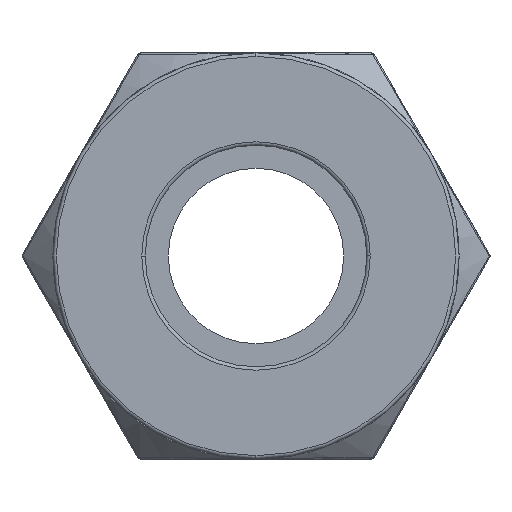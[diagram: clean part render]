
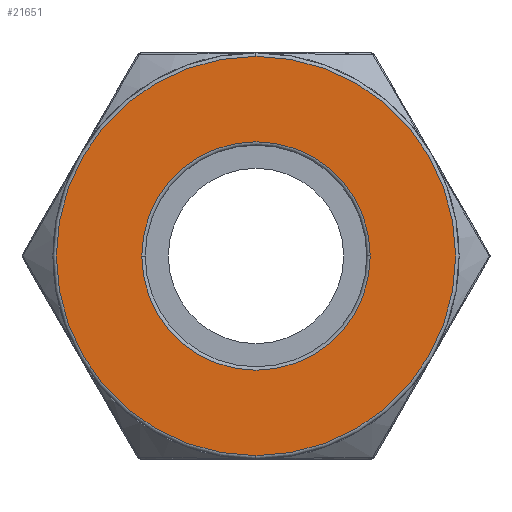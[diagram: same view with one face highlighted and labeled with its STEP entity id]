
A CAD part, left-side view. The second image highlights one B-rep face of the part: STEP entity #21651.
In plain terms, the highlighted face is planar.
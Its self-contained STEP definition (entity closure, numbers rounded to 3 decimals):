
#18581=CARTESIAN_POINT('',(0.,0.,0.));
#18582=DIRECTION('',(-1.,0.,0.));
#18583=DIRECTION('',(0.,1.,0.));
#18584=AXIS2_PLACEMENT_3D('',#18581,#18582,#18583);
#18586=CARTESIAN_POINT('',(0.,0.,0.));
#18587=DIRECTION('',(-1.,0.,0.));
#18588=DIRECTION('',(0.,-1.,0.));
#18589=AXIS2_PLACEMENT_3D('',#18586,#18587,#18588);
#18591=CARTESIAN_POINT('',(0.,0.,0.));
#18592=DIRECTION('',(1.,0.,0.));
#18593=DIRECTION('',(0.,0.,1.));
#18594=AXIS2_PLACEMENT_3D('',#18591,#18592,#18593);
#18596=CARTESIAN_POINT('',(0.,0.,0.));
#18597=DIRECTION('',(1.,0.,0.));
#18598=DIRECTION('',(0.,0.,-1.));
#18599=AXIS2_PLACEMENT_3D('',#18596,#18597,#18598);
#21462=CARTESIAN_POINT('',(0.,6.188,0.));
#21463=CARTESIAN_POINT('',(0.,-6.188,0.));
#21464=VERTEX_POINT('',#21462);
#21465=VERTEX_POINT('',#21463);
#21495=CARTESIAN_POINT('',(0.,0.,10.813));
#21496=CARTESIAN_POINT('',(0.,0.,-10.813));
#21497=VERTEX_POINT('',#21495);
#21498=VERTEX_POINT('',#21496);
#21634=CARTESIAN_POINT('',(0.,0.,0.));
#21635=DIRECTION('',(1.,0.,0.));
#21636=DIRECTION('',(0.,-1.,0.));
#21637=AXIS2_PLACEMENT_3D('',#21634,#21635,#21636);
#21638=PLANE('',#21637);
#21640=ORIENTED_EDGE('',*,*,#21639,.F.);
#21642=ORIENTED_EDGE('',*,*,#21641,.F.);
#21643=EDGE_LOOP('',(#21640,#21642));
#21644=FACE_OUTER_BOUND('',#21643,.F.);
#21646=ORIENTED_EDGE('',*,*,#21645,.F.);
#21648=ORIENTED_EDGE('',*,*,#21647,.F.);
#21649=EDGE_LOOP('',(#21646,#21648));
#21650=FACE_BOUND('',#21649,.F.);
#18585=CIRCLE('',#18584,6.188);
#18590=CIRCLE('',#18589,6.188);
#18595=CIRCLE('',#18594,10.813);
#18600=CIRCLE('',#18599,10.813);
#21639=EDGE_CURVE('',#21497,#21498,#18595,.T.);
#21641=EDGE_CURVE('',#21498,#21497,#18600,.T.);
#21645=EDGE_CURVE('',#21464,#21465,#18585,.T.);
#21647=EDGE_CURVE('',#21465,#21464,#18590,.T.);
#21651=ADVANCED_FACE('',(#21644,#21650),#21638,.T.);
